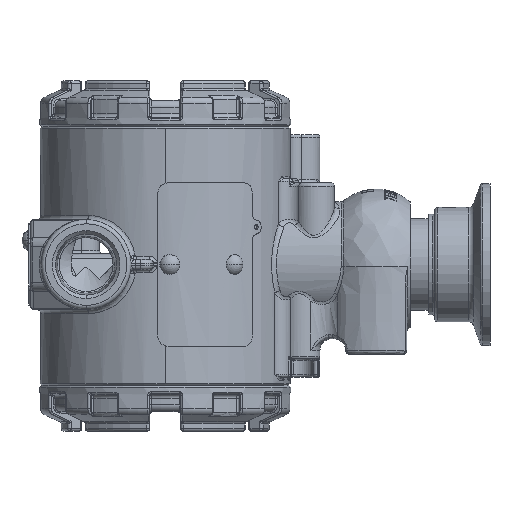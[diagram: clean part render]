
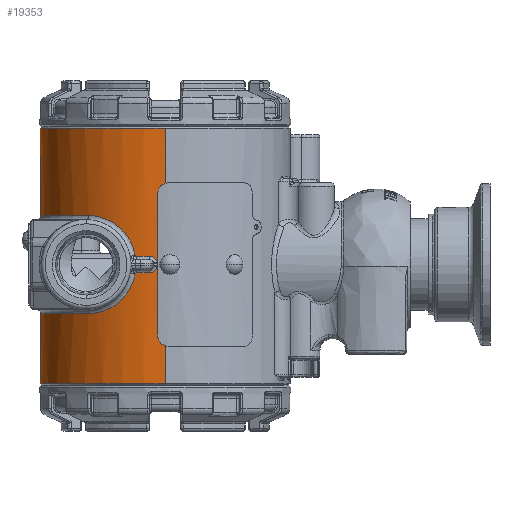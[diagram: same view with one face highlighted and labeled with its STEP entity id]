
A CAD part, left-side view. The second image highlights one B-rep face of the part: STEP entity #19353.
In plain terms, the highlighted cylindrical face has radius 38.862 mm (diameter 77.724 mm), a partial arc.
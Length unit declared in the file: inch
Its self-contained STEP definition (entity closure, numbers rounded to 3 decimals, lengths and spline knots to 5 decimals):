
#1=CARTESIAN_POINT('',(-1.48494,0.3686,0.1125));
#2=CARTESIAN_POINT('',(-1.48583,0.36499,0.10749));
#3=CARTESIAN_POINT('',(-1.48711,0.35979,0.1025));
#4=CARTESIAN_POINT('',(-1.48858,0.3536,0.1025));
#6=CARTESIAN_POINT('',(-1.48494,0.3686,-0.1125));
#7=CARTESIAN_POINT('',(-1.48583,0.36499,-0.10749));
#8=CARTESIAN_POINT('',(-1.48711,0.3598,-0.1025));
#9=CARTESIAN_POINT('',(-1.48858,0.3536,-0.1025));
#11=CARTESIAN_POINT('',(0.,0.,-1.46));
#12=DIRECTION('',(0.,0.,-1.));
#13=DIRECTION('',(-1.,0.,0.));
#14=AXIS2_PLACEMENT_3D('',#11,#12,#13);
#16=DIRECTION('',(0.,0.,1.));
#17=VECTOR('',#16,3.13);
#18=CARTESIAN_POINT('',(1.53,0.,-1.46));
#19=LINE('',#18,#17);
#20=CARTESIAN_POINT('',(0.,0.,1.67));
#21=DIRECTION('',(0.,0.,1.));
#22=DIRECTION('',(1.,0.,0.));
#23=AXIS2_PLACEMENT_3D('',#20,#21,#22);
#323=DIRECTION('',(0.,0.,1.));
#324=VECTOR('',#323,3.13);
#325=CARTESIAN_POINT('',(-1.53,0.,
-1.46));
#326=LINE('',#325,#324);
#6766=DIRECTION('',(0.,0.,1.));
#6767=VECTOR('',#6766,0.025);
#6768=CARTESIAN_POINT('',(-1.52693,0.09684,-0.0125));
#6769=LINE('',#6768,#6767);
#6927=CARTESIAN_POINT('',(-1.52693,0.09684,-0.0125));
#6928=CARTESIAN_POINT('',(-1.5267,0.10056,
-0.02407));
#6929=CARTESIAN_POINT('',(-1.52622,0.10783,
-0.04549));
#6930=CARTESIAN_POINT('',(-1.52498,0.12428,
-0.07119));
#6931=CARTESIAN_POINT('',(-1.5232,0.14467,
-0.08914));
#6932=CARTESIAN_POINT('',(-1.52075,0.16859,
-0.10018));
#6933=CARTESIAN_POINT('',(-1.51883,0.18475,
-0.1025));
#6934=CARTESIAN_POINT('',(-1.51777,0.19306,-0.1025));
#6950=CARTESIAN_POINT('',(0.,0.,-0.1025));
#6951=DIRECTION('',(0.,0.,1.));
#6952=DIRECTION('',(-0.973,0.231,0.));
#6953=AXIS2_PLACEMENT_3D('',#6950,#6951,#6952);
#7050=CARTESIAN_POINT('',(0.,0.,0.1025));
#7051=DIRECTION('',(0.,0.,1.));
#7052=DIRECTION('',(-0.973,0.231,0.));
#7053=AXIS2_PLACEMENT_3D('',#7050,#7051,#7052);
#7075=CARTESIAN_POINT('',(-1.52693,0.09684,0.0125));
#7076=CARTESIAN_POINT('',(-1.52672,0.10016,
0.02278));
#7077=CARTESIAN_POINT('',(-1.52628,0.10676,
0.04239));
#7078=CARTESIAN_POINT('',(-1.52526,0.12075,
0.06689));
#7079=CARTESIAN_POINT('',(-1.52343,0.14235,
0.08786));
#7080=CARTESIAN_POINT('',(-1.52094,0.1669,
0.09974));
#7081=CARTESIAN_POINT('',(-1.51891,0.18414,
0.1025));
#7082=CARTESIAN_POINT('',(-1.51777,0.19306,0.1025));
#7084=CARTESIAN_POINT('',(-1.20773,0.9393,-0.6));
#7085=CARTESIAN_POINT('',(-1.2343,0.90514,
-0.6));
#7086=CARTESIAN_POINT('',(-1.28208,0.83774,
-0.59378));
#7087=CARTESIAN_POINT('',(-1.33959,0.74169,
-0.56727));
#7088=CARTESIAN_POINT('',(-1.38483,0.65275,
-0.52518));
#7089=CARTESIAN_POINT('',(-1.42001,0.5716,
-0.46826));
#7090=CARTESIAN_POINT('',(-1.44659,0.49989,
-0.39705));
#7091=CARTESIAN_POINT('',(-1.46574,0.43991,
-0.31272));
#7092=CARTESIAN_POINT('',(-1.47853,0.39413,
-0.21644));
#7093=CARTESIAN_POINT('',(-1.4833,0.37517,
-0.14807));
#7094=CARTESIAN_POINT('',(-1.48494,0.3686,-0.1125));
#7142=CARTESIAN_POINT('',(0.,0.,-0.6));
#7143=DIRECTION('',(0.,0.,-1.));
#7144=DIRECTION('',(-0.789,0.614,0.));
#7145=AXIS2_PLACEMENT_3D('',#7142,#7143,#7144);
#7147=CARTESIAN_POINT('',(1.20773,0.9393,0.6));
#7148=CARTESIAN_POINT('',(1.23591,0.90306,
0.6));
#7149=CARTESIAN_POINT('',(1.28628,0.8316,
0.593));
#7150=CARTESIAN_POINT('',(1.34608,0.7301,
0.5632));
#7151=CARTESIAN_POINT('',(1.39233,0.63679,
0.51598));
#7152=CARTESIAN_POINT('',(1.42758,0.55255,
0.45212));
#7153=CARTESIAN_POINT('',(1.45347,0.47953,
0.37236));
#7154=CARTESIAN_POINT('',(1.47137,0.42059,
0.27809));
#7155=CARTESIAN_POINT('',(1.48244,0.37897,
0.172));
#7156=CARTESIAN_POINT('',(1.48768,0.3574,
0.05822));
#7157=CARTESIAN_POINT('',(1.48768,0.3574,
-0.05822));
#7158=CARTESIAN_POINT('',(1.48244,0.37897,
-0.17201));
#7159=CARTESIAN_POINT('',(1.47137,0.42059,
-0.27809));
#7160=CARTESIAN_POINT('',(1.45347,0.47953,
-0.37236));
#7161=CARTESIAN_POINT('',(1.42758,0.55255,
-0.45212));
#7162=CARTESIAN_POINT('',(1.39233,0.63679,
-0.51598));
#7163=CARTESIAN_POINT('',(1.34608,0.7301,
-0.5632));
#7164=CARTESIAN_POINT('',(1.28628,0.8316,
-0.593));
#7165=CARTESIAN_POINT('',(1.23591,0.90306,
-0.6));
#7166=CARTESIAN_POINT('',(1.20773,0.9393,-0.6));
#7204=CARTESIAN_POINT('',(0.,0.,0.6));
#7205=DIRECTION('',(0.,0.,1.));
#7206=DIRECTION('',(0.789,0.614,0.));
#7207=AXIS2_PLACEMENT_3D('',#7204,#7205,#7206);
#7209=CARTESIAN_POINT('',(-1.48494,0.3686,
0.1125));
#7210=CARTESIAN_POINT('',(-1.4833,0.37517,
0.14807));
#7211=CARTESIAN_POINT('',(-1.47853,0.39413,
0.21643));
#7212=CARTESIAN_POINT('',(-1.46574,0.43991,
0.31272));
#7213=CARTESIAN_POINT('',(-1.44659,0.49989,
0.39705));
#7214=CARTESIAN_POINT('',(-1.42001,0.5716,
0.46826));
#7215=CARTESIAN_POINT('',(-1.38483,0.65275,
0.52518));
#7216=CARTESIAN_POINT('',(-1.33959,0.74169,
0.56727));
#7217=CARTESIAN_POINT('',(-1.28208,0.83774,
0.59378));
#7218=CARTESIAN_POINT('',(-1.2343,0.90514,
0.6));
#7219=CARTESIAN_POINT('',(-1.20773,0.9393,0.6));
#16994=CARTESIAN_POINT('',(-1.52693,0.09684,-0.0125));
#16996=VERTEX_POINT('',#16994);
#17013=CARTESIAN_POINT('',(-1.52693,0.09684,0.0125));
#17015=VERTEX_POINT('',#17013);
#17032=VERTEX_POINT('',#6934);
#17038=VERTEX_POINT('',#7082);
#17039=VERTEX_POINT('',#7084);
#17040=VERTEX_POINT('',#7094);
#17046=CARTESIAN_POINT('',(1.20773,0.9393,-0.6));
#17047=VERTEX_POINT('',#17046);
#17048=VERTEX_POINT('',#7147);
#17052=CARTESIAN_POINT('',(-1.20773,0.9393,0.6));
#17053=VERTEX_POINT('',#17052);
#17054=VERTEX_POINT('',#7209);
#17059=CARTESIAN_POINT('',(-1.48858,0.3536,-0.1025));
#17060=VERTEX_POINT('',#17059);
#17061=CARTESIAN_POINT('',(-1.48858,0.3536,0.1025));
#17062=VERTEX_POINT('',#17061);
#19255=CARTESIAN_POINT('',(-1.53,0.,-1.46));
#19256=CARTESIAN_POINT('',(1.53,0.,-1.46));
#19257=VERTEX_POINT('',#19255);
#19258=VERTEX_POINT('',#19256);
#19263=CARTESIAN_POINT('',(1.53,0.,1.67));
#19264=CARTESIAN_POINT('',(-1.53,0.,1.67));
#19265=VERTEX_POINT('',#19263);
#19266=VERTEX_POINT('',#19264);
#19312=CARTESIAN_POINT('',(0.,0.,1.69));
#19313=DIRECTION('',(0.,0.,1.));
#19314=DIRECTION('',(1.,0.,0.));
#19315=AXIS2_PLACEMENT_3D('',#19312,#19313,#19314);
#19316=CYLINDRICAL_SURFACE('',#19315,1.53);
#19318=ORIENTED_EDGE('',*,*,#19317,.T.);
#19320=ORIENTED_EDGE('',*,*,#19319,.T.);
#19322=ORIENTED_EDGE('',*,*,#19321,.T.);
#19324=ORIENTED_EDGE('',*,*,#19323,.F.);
#19325=EDGE_LOOP('',(#19318,#19320,#19322,#19324));
#19326=FACE_OUTER_BOUND('',#19325,.F.);
#19328=ORIENTED_EDGE('',*,*,#19327,.T.);
#19330=ORIENTED_EDGE('',*,*,#19329,.F.);
#19332=ORIENTED_EDGE('',*,*,#19331,.T.);
#19334=ORIENTED_EDGE('',*,*,#19333,.T.);
#19336=ORIENTED_EDGE('',*,*,#19335,.F.);
#19338=ORIENTED_EDGE('',*,*,#19337,.F.);
#19340=ORIENTED_EDGE('',*,*,#19339,.T.);
#19342=ORIENTED_EDGE('',*,*,#19341,.F.);
#19344=ORIENTED_EDGE('',*,*,#19343,.T.);
#19346=ORIENTED_EDGE('',*,*,#19345,.F.);
#19348=ORIENTED_EDGE('',*,*,#19347,.T.);
#19350=ORIENTED_EDGE('',*,*,#19349,.T.);
#19351=EDGE_LOOP('',(#19328,#19330,#19332,#19334,#19336,#19338,#19340,#19342,
#19344,#19346,#19348,#19350));
#19352=FACE_BOUND('',#19351,.F.);
#5=B_SPLINE_CURVE_WITH_KNOTS('',3,(#1,#2,#3,#4),.UNSPECIFIED.,.F.,.F.,(4,4),(
0.,1.),.UNSPECIFIED.);
#10=B_SPLINE_CURVE_WITH_KNOTS('',3,(#6,#7,#8,#9),.UNSPECIFIED.,.F.,.F.,(4,4),(
0.,1.),.UNSPECIFIED.);
#15=CIRCLE('',#14,1.53);
#24=CIRCLE('',#23,1.53);
#6935=B_SPLINE_CURVE_WITH_KNOTS('',3,(#6927,#6928,#6929,#6930,#6931,#6932,#6933,
#6934),.UNSPECIFIED.,.F.,.F.,(4,1,1,1,1,4),(0.,0.2,0.4,0.6,0.8,1.),
.UNSPECIFIED.);
#6954=CIRCLE('',#6953,1.53);
#7054=CIRCLE('',#7053,1.53);
#7083=B_SPLINE_CURVE_WITH_KNOTS('',3,(#7075,#7076,#7077,#7078,#7079,#7080,#7081,
#7082),.UNSPECIFIED.,.F.,.F.,(4,1,1,1,1,4),(0.,0.2,0.4,0.6,0.8,1.),
.UNSPECIFIED.);
#7095=B_SPLINE_CURVE_WITH_KNOTS('',3,(#7084,#7085,#7086,#7087,#7088,#7089,#7090,
#7091,#7092,#7093,#7094),.UNSPECIFIED.,.F.,.F.,(4,1,1,1,1,1,1,1,4),(0.,
0.125,0.25,0.375,0.5,0.625,0.75,0.875,1.),.UNSPECIFIED.);
#7146=CIRCLE('',#7145,1.53);
#7167=B_SPLINE_CURVE_WITH_KNOTS('',3,(#7147,#7148,#7149,#7150,#7151,#7152,#7153,
#7154,#7155,#7156,#7157,#7158,#7159,#7160,#7161,#7162,#7163,#7164,#7165,#7166),
.UNSPECIFIED.,.F.,.F.,(4,1,1,1,1,1,1,1,1,1,1,1,1,1,1,1,1,4),(0.,
0.05882,0.11765,0.17647,0.23529,
0.29412,0.35294,0.41176,0.47059,
0.52941,0.58824,0.64706,0.70588,
0.76471,0.82353,0.88235,0.94118,1.),
.UNSPECIFIED.);
#7208=CIRCLE('',#7207,1.53);
#7220=B_SPLINE_CURVE_WITH_KNOTS('',3,(#7209,#7210,#7211,#7212,#7213,#7214,#7215,
#7216,#7217,#7218,#7219),.UNSPECIFIED.,.F.,.F.,(4,1,1,1,1,1,1,1,4),(0.,
0.125,0.25,0.375,0.5,0.625,0.75,0.875,1.),.UNSPECIFIED.);
#19317=EDGE_CURVE('',#19257,#19258,#15,.T.);
#19319=EDGE_CURVE('',#19258,#19265,#19,.T.);
#19321=EDGE_CURVE('',#19265,#19266,#24,.T.);
#19323=EDGE_CURVE('',#19257,#19266,#326,.T.);
#19327=EDGE_CURVE('',#17060,#17032,#6954,.T.);
#19329=EDGE_CURVE('',#16996,#17032,#6935,.T.);
#19331=EDGE_CURVE('',#16996,#17015,#6769,.T.);
#19333=EDGE_CURVE('',#17015,#17038,#7083,.T.);
#19335=EDGE_CURVE('',#17062,#17038,#7054,.T.);
#19337=EDGE_CURVE('',#17054,#17062,#5,.T.);
#19339=EDGE_CURVE('',#17054,#17053,#7220,.T.);
#19341=EDGE_CURVE('',#17048,#17053,#7208,.T.);
#19343=EDGE_CURVE('',#17048,#17047,#7167,.T.);
#19345=EDGE_CURVE('',#17039,#17047,#7146,.T.);
#19347=EDGE_CURVE('',#17039,#17040,#7095,.T.);
#19349=EDGE_CURVE('',#17040,#17060,#10,.T.);
#19353=ADVANCED_FACE('',(#19326,#19352),#19316,.T.);
